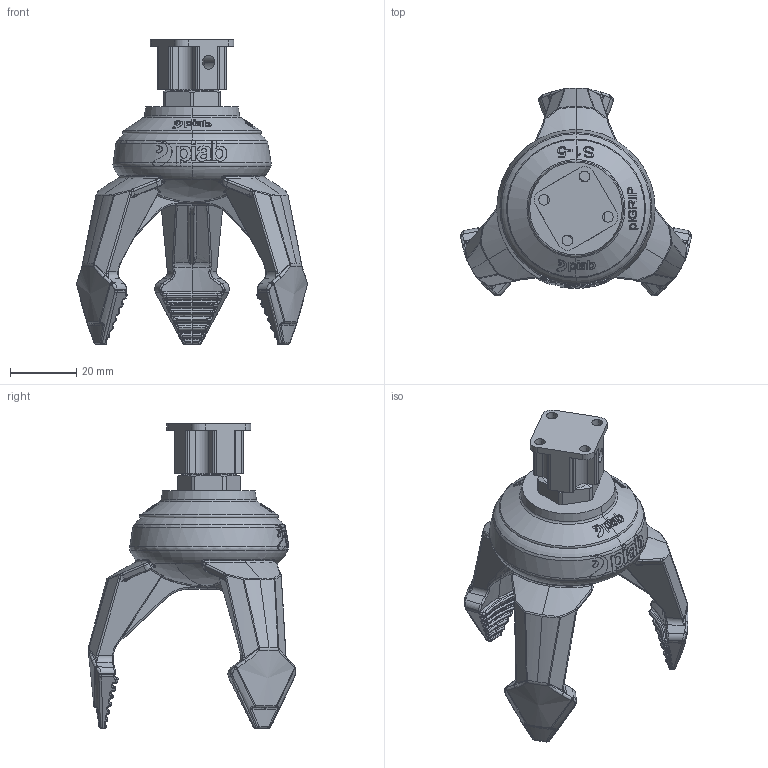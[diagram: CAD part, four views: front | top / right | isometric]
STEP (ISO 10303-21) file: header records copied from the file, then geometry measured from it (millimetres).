
FILE_DESCRIPTION (( 'STEP AP214' ), '1' );
FILE_NAME ('Three_finger_assembly.STEP', '2022-06-26T22:35:05', ( '' ), ( '' ), 'SwSTEP 2.0', 'SolidWorks 2020', '' );
FILE_SCHEMA (( 'AUTOMOTIVE_DESIGN' ));
Length unit declared in the file: inch
Products named in the file (10): support_S1-5.stp; 3_finger.stp; support_S1-5-2.stp; fitting_G18M.stp; suction_adaptor.step; claw_S53.stp; fitting_G18M-1.stp; body.step; claw_S53-0.stp; Three_finger_assembly
Assembly tree (9 placements, depth 4):
  Three_finger_assembly
    3_finger.stp
      claw_S53.stp
        claw_S53-0.stp
      fitting_G18M.stp
        fitting_G18M-1.stp
      support_S1-5.stp
        support_S1-5-2.stp
    suction_adaptor.step
      body.step
Bounding box: 69.72 x 62.75 x 92 mm (x, y, z)
Volume: 62664.7 mm3; surface area: 20794.8 mm2
Topology: 4 solids, 4 shells, 1763 faces, 4363 edges, 2620 vertices
Faces by surface type: bspline 770, plane 372, torus 257, cone 196, cylinder 146, sphere 22
Entity records: 66874 total; most frequent: CARTESIAN_POINT 31576, ORIENTED_EDGE 8678, DIRECTION 5437, EDGE_CURVE 4339, VERTEX_POINT 2620, AXIS2_PLACEMENT_3D 2341, B_SPLINE_CURVE_WITH_KNOTS 2133, EDGE_LOOP 1813
